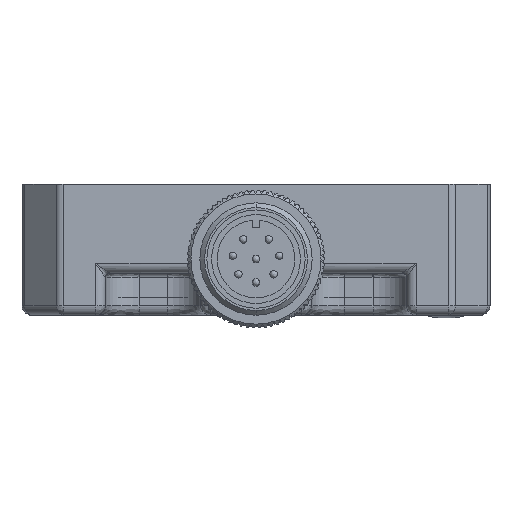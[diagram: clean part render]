
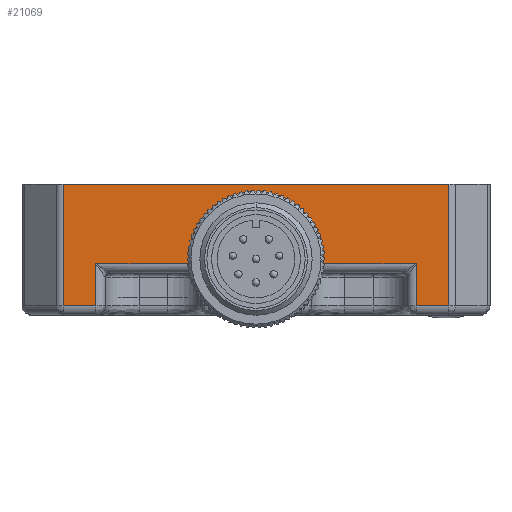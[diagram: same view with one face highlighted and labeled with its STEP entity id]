
A CAD part, front view. The second image highlights one B-rep face of the part: STEP entity #21069.
In plain terms, the highlighted planar face has unit normal (0, -1, 0).
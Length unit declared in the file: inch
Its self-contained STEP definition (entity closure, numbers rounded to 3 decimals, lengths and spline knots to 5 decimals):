
#87 = VERTEX_POINT ( 'NONE', #33748 ) ;
#212 = VERTEX_POINT ( 'NONE', #11000 ) ;
#545 = VERTEX_POINT ( 'NONE', #19236 ) ;
#1554 = DIRECTION ( 'NONE',  ( -1., 0., 0. ) ) ;
#1895 = VERTEX_POINT ( 'NONE', #23613 ) ;
#2024 = VECTOR ( 'NONE', #30541, 39.37008 ) ;
#2210 = CARTESIAN_POINT ( 'NONE',  ( 0.31102, 0., 0.03937 ) ) ;
#2494 = EDGE_LOOP ( 'NONE', ( #30141, #13768 ) ) ;
#2885 = LINE ( 'NONE', #24668, #41283 ) ;
#3512 = ORIENTED_EDGE ( 'NONE', *, *, #28670, .F. ) ;
#4175 = EDGE_CURVE ( 'NONE', #40464, #212, #36174, .T. ) ;
#4632 = VECTOR ( 'NONE', #13723, 39.37008 ) ;
#4704 = VERTEX_POINT ( 'NONE', #33999 ) ;
#4902 = CARTESIAN_POINT ( 'NONE',  ( 0.15748, 0., 0.03937 ) ) ;
#5133 = VERTEX_POINT ( 'NONE', #26754 ) ;
#5776 = CARTESIAN_POINT ( 'NONE',  ( 0.98425, 0., 0.23622 ) ) ;
#5924 = CARTESIAN_POINT ( 'NONE',  ( 1.65748, 0., 0.21654 ) ) ;
#6517 = CARTESIAN_POINT ( 'NONE',  ( 0.31102, 0., 0.21654 ) ) ;
#7049 = VECTOR ( 'NONE', #32951, 39.37008 ) ;
#7570 = CARTESIAN_POINT ( 'NONE',  ( 1.79472, 0., 0.03937 ) ) ;
#7622 = CARTESIAN_POINT ( 'NONE',  ( 0.15748, 0., 0.55118 ) ) ;
#7995 = EDGE_CURVE ( 'NONE', #1895, #32247, #10220, .T. ) ;
#8014 = LINE ( 'NONE', #34410, #17550 ) ;
#8352 = VERTEX_POINT ( 'NONE', #2210 ) ;
#8758 = LINE ( 'NONE', #28073, #30289 ) ;
#9888 = CARTESIAN_POINT ( 'NONE',  ( 0.15748, 0., 0.21654 ) ) ;
#10220 = LINE ( 'NONE', #9888, #7049 ) ;
#10920 = CARTESIAN_POINT ( 'NONE',  ( 0.31102, 0., 0.55118 ) ) ;
#11000 = CARTESIAN_POINT ( 'NONE',  ( 0.79134, 0., 0.03937 ) ) ;
#11815 = CARTESIAN_POINT ( 'NONE',  ( 0.17379, 0., 0.55118 ) ) ;
#12421 = DIRECTION ( 'NONE',  ( 0., 0., 1. ) ) ;
#13200 = VECTOR ( 'NONE', #21520, 39.37008 ) ;
#13258 = LINE ( 'NONE', #31580, #13200 ) ;
#13723 = DIRECTION ( 'NONE',  ( -1., 0., 0. ) ) ;
#13768 = ORIENTED_EDGE ( 'NONE', *, *, #31472, .F. ) ;
#14477 = CARTESIAN_POINT ( 'NONE',  ( 0.17379, 0., 0.03937 ) ) ;
#14747 = EDGE_CURVE ( 'NONE', #212, #1895, #2885, .T. ) ;
#16724 = LINE ( 'NONE', #4902, #25088 ) ;
#16750 = AXIS2_PLACEMENT_3D ( 'NONE', #7622, #24568, #24708 ) ;
#17039 = VERTEX_POINT ( 'NONE', #7570 ) ;
#17277 = EDGE_CURVE ( 'NONE', #37584, #41992, #19657, .T. ) ;
#17550 = VECTOR ( 'NONE', #24622, 39.37008 ) ;
#18135 = DIRECTION ( 'NONE',  ( 0., 0., -1. ) ) ;
#18383 = CIRCLE ( 'NONE', #29357, 0.1437 ) ;
#18777 = CARTESIAN_POINT ( 'NONE',  ( 0.15748, 0., 0.21654 ) ) ;
#18887 = ORIENTED_EDGE ( 'NONE', *, *, #21819, .F. ) ;
#19236 = CARTESIAN_POINT ( 'NONE',  ( 1.65748, 0., 0.03937 ) ) ;
#19657 = LINE ( 'NONE', #28996, #27519 ) ;
#20354 = VERTEX_POINT ( 'NONE', #5924 ) ;
#20483 = VECTOR ( 'NONE', #20510, 39.37008 ) ;
#20510 = DIRECTION ( 'NONE',  ( 0., 0., 1. ) ) ;
#20606 = CARTESIAN_POINT ( 'NONE',  ( 0.15748, 0., 0.03937 ) ) ;
#21044 = PLANE ( 'NONE',  #16750 ) ;
#21069 = ADVANCED_FACE ( 'NONE', ( #34701, #38360 ), #21044, .F. ) ;
#21261 = ORIENTED_EDGE ( 'NONE', *, *, #42774, .F. ) ;
#21520 = DIRECTION ( 'NONE',  ( 1., 0., 0. ) ) ;
#21667 = ORIENTED_EDGE ( 'NONE', *, *, #17277, .F. ) ;
#21819 = EDGE_CURVE ( 'NONE', #17039, #545, #32521, .T. ) ;
#21843 = EDGE_CURVE ( 'NONE', #32247, #8352, #42025, .T. ) ;
#21925 = EDGE_LOOP ( 'NONE', ( #41571, #24962, #42312, #26945, #18887, #41038, #3512, #21667, #21261, #35251, #25292, #34101 ) ) ;
#22336 = EDGE_CURVE ( 'NONE', #40856, #5133, #18383, .T. ) ;
#22398 = EDGE_CURVE ( 'NONE', #545, #20354, #28818, .T. ) ;
#23552 = CARTESIAN_POINT ( 'NONE',  ( 0.98425, 0., 0.23622 ) ) ;
#23613 = CARTESIAN_POINT ( 'NONE',  ( 0.79134, 0., 0.21654 ) ) ;
#24100 = EDGE_CURVE ( 'NONE', #87, #40464, #8758, .T. ) ;
#24568 = DIRECTION ( 'NONE',  ( 0., 1., 0. ) ) ;
#24622 = DIRECTION ( 'NONE',  ( 0., 0., -1. ) ) ;
#24668 = CARTESIAN_POINT ( 'NONE',  ( 0.79134, 0., 0.55118 ) ) ;
#24708 = DIRECTION ( 'NONE',  ( 0., 0., 1. ) ) ;
#24962 = ORIENTED_EDGE ( 'NONE', *, *, #24100, .F. ) ;
#25088 = VECTOR ( 'NONE', #1554, 39.37008 ) ;
#25178 = CIRCLE ( 'NONE', #40949, 0.1437 ) ;
#25292 = ORIENTED_EDGE ( 'NONE', *, *, #7995, .F. ) ;
#26754 = CARTESIAN_POINT ( 'NONE',  ( 0.98425, 0., 0.37992 ) ) ;
#26945 = ORIENTED_EDGE ( 'NONE', *, *, #22398, .F. ) ;
#27519 = VECTOR ( 'NONE', #12421, 39.37008 ) ;
#28004 = DIRECTION ( 'NONE',  ( 0., 0., 1. ) ) ;
#28073 = CARTESIAN_POINT ( 'NONE',  ( 1.17717, 0., 0.55118 ) ) ;
#28670 = EDGE_CURVE ( 'NONE', #41992, #4704, #13258, .T. ) ;
#28818 = LINE ( 'NONE', #40586, #20483 ) ;
#28996 = CARTESIAN_POINT ( 'NONE',  ( 0.17379, 0., 0.55118 ) ) ;
#29357 = AXIS2_PLACEMENT_3D ( 'NONE', #5776, #29426, #32811 ) ;
#29426 = DIRECTION ( 'NONE',  ( 0., -1., 0. ) ) ;
#30141 = ORIENTED_EDGE ( 'NONE', *, *, #22336, .F. ) ;
#30289 = VECTOR ( 'NONE', #43267, 39.37008 ) ;
#30407 = VECTOR ( 'NONE', #38210, 39.37008 ) ;
#30541 = DIRECTION ( 'NONE',  ( -1., 0., 0. ) ) ;
#30681 = LINE ( 'NONE', #18777, #31728 ) ;
#31154 = DIRECTION ( 'NONE',  ( 0., -1., 0. ) ) ;
#31472 = EDGE_CURVE ( 'NONE', #5133, #40856, #25178, .T. ) ;
#31580 = CARTESIAN_POINT ( 'NONE',  ( 0.15748, 0., 0.55118 ) ) ;
#31728 = VECTOR ( 'NONE', #35297, 39.37008 ) ;
#32247 = VERTEX_POINT ( 'NONE', #6517 ) ;
#32521 = LINE ( 'NONE', #33822, #4632 ) ;
#32811 = DIRECTION ( 'NONE',  ( 0., 0., -1. ) ) ;
#32951 = DIRECTION ( 'NONE',  ( -1., 0., 0. ) ) ;
#33125 = CARTESIAN_POINT ( 'NONE',  ( 0.98425, 0., 0.09252 ) ) ;
#33748 = CARTESIAN_POINT ( 'NONE',  ( 1.17717, 0., 0.21654 ) ) ;
#33822 = CARTESIAN_POINT ( 'NONE',  ( 0.15748, 0., 0.03937 ) ) ;
#33999 = CARTESIAN_POINT ( 'NONE',  ( 1.79472, 0., 0.55118 ) ) ;
#34101 = ORIENTED_EDGE ( 'NONE', *, *, #14747, .F. ) ;
#34410 = CARTESIAN_POINT ( 'NONE',  ( 1.79472, 0., 0.55118 ) ) ;
#34570 = EDGE_CURVE ( 'NONE', #20354, #87, #30681, .T. ) ;
#34701 = FACE_OUTER_BOUND ( 'NONE', #21925, .T. ) ;
#35251 = ORIENTED_EDGE ( 'NONE', *, *, #21843, .F. ) ;
#35297 = DIRECTION ( 'NONE',  ( -1., 0., 0. ) ) ;
#36174 = LINE ( 'NONE', #20606, #2024 ) ;
#37584 = VERTEX_POINT ( 'NONE', #14477 ) ;
#37600 = EDGE_CURVE ( 'NONE', #4704, #17039, #8014, .T. ) ;
#38210 = DIRECTION ( 'NONE',  ( 0., 0., -1. ) ) ;
#38360 = FACE_BOUND ( 'NONE', #2494, .T. ) ;
#39499 = CARTESIAN_POINT ( 'NONE',  ( 1.17717, 0., 0.03937 ) ) ;
#40464 = VERTEX_POINT ( 'NONE', #39499 ) ;
#40586 = CARTESIAN_POINT ( 'NONE',  ( 1.65748, 0., 0.55118 ) ) ;
#40856 = VERTEX_POINT ( 'NONE', #33125 ) ;
#40949 = AXIS2_PLACEMENT_3D ( 'NONE', #23552, #31154, #18135 ) ;
#41038 = ORIENTED_EDGE ( 'NONE', *, *, #37600, .F. ) ;
#41283 = VECTOR ( 'NONE', #28004, 39.37008 ) ;
#41571 = ORIENTED_EDGE ( 'NONE', *, *, #4175, .F. ) ;
#41992 = VERTEX_POINT ( 'NONE', #11815 ) ;
#42025 = LINE ( 'NONE', #10920, #30407 ) ;
#42312 = ORIENTED_EDGE ( 'NONE', *, *, #34570, .F. ) ;
#42774 = EDGE_CURVE ( 'NONE', #8352, #37584, #16724, .T. ) ;
#43267 = DIRECTION ( 'NONE',  ( 0., 0., -1. ) ) ;
